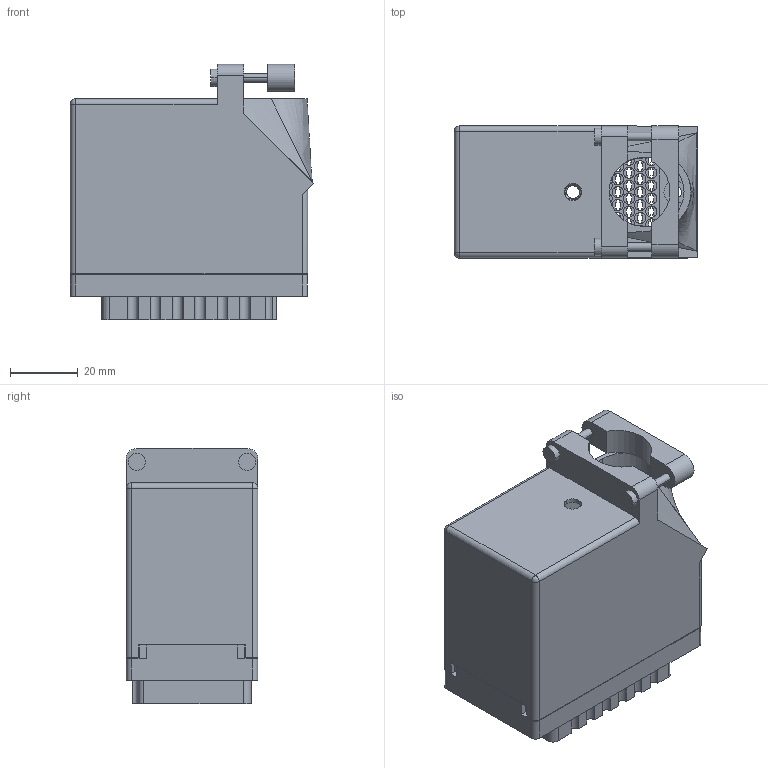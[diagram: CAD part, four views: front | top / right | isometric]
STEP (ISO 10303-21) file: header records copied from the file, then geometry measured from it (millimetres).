
FILE_DESCRIPTION (( 'STEP AP203' ), '1' );
FILE_NAME ('516-120-000-216.STEP', '2020-03-06T23:36:48', ( '' ), ( '' ), 'SwSTEP 2.0', 'SolidWorks 2016', '' );
FILE_SCHEMA (( 'CONFIG_CONTROL_DESIGN' ));
Length unit declared in the file: inch
Products named in the file (4): 516-230-001_Plastic - 120 Top Entry; 516-252-095-100; 516 Part Receptacle_120; 516-120-000-216
Assembly tree (3 placements, depth 2):
  516-120-000-216
    516 Part Receptacle_120
    516-230-001_Plastic - 120 Top Entry
    516-252-095-100
Bounding box: 71.77 x 38.86 x 75.21 mm (x, y, z)
Volume: 47650.7 mm3; surface area: 65665.9 mm2
Topology: 3 solids, 3 shells, 2608 faces, 7721 edges, 5141 vertices
Faces by surface type: plane 1839, cylinder 746, cone 12, bspline 9, sphere 2
Entity records: 90089 total; most frequent: CARTESIAN_POINT 17579, ORIENTED_EDGE 15438, DIRECTION 14839, EDGE_CURVE 7719, LINE 5705, VECTOR 5705, VERTEX_POINT 5141, AXIS2_PLACEMENT_3D 4567
